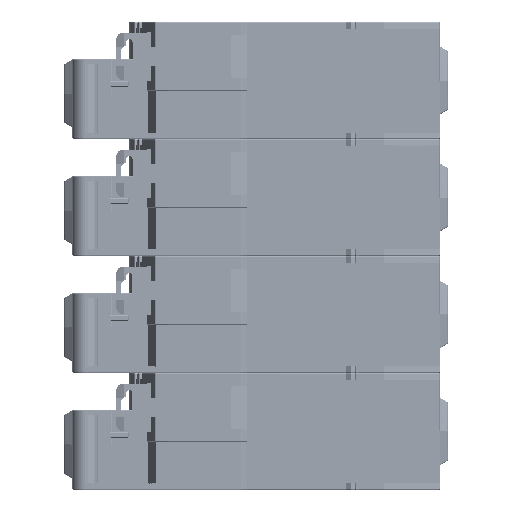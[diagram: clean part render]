
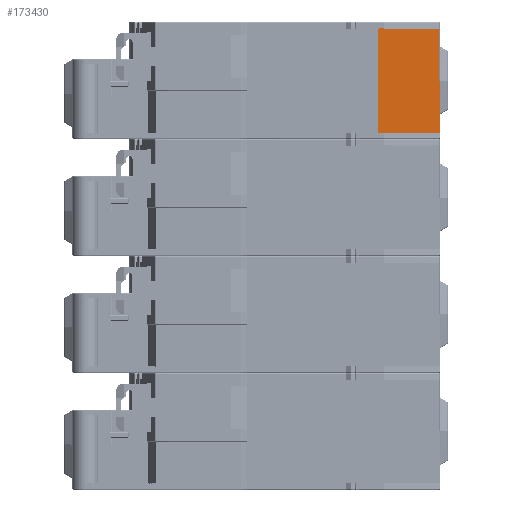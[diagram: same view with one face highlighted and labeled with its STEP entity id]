
A CAD part, front view. The second image highlights one B-rep face of the part: STEP entity #173430.
In plain terms, the highlighted planar face has unit normal (0, -1, 0).
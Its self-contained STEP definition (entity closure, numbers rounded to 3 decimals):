
#927 = PLANE ( 'NONE',  #113663 ) ;
#1749 = CARTESIAN_POINT ( 'NONE',  ( 37.5, -1.8, 34. ) ) ;
#19044 = ORIENTED_EDGE ( 'NONE', *, *, #70181, .T. ) ;
#20289 = VECTOR ( 'NONE', #180016, 1000. ) ;
#23720 = ORIENTED_EDGE ( 'NONE', *, *, #42410, .F. ) ;
#26693 = ORIENTED_EDGE ( 'NONE', *, *, #180470, .F. ) ;
#29322 = VERTEX_POINT ( 'NONE', #93220 ) ;
#32577 = VECTOR ( 'NONE', #184627, 1000. ) ;
#32770 = DIRECTION ( 'NONE',  ( 0., 0., -1. ) ) ;
#41841 = CARTESIAN_POINT ( 'NONE',  ( 37.5, -1.8, 18. ) ) ;
#42238 = VERTEX_POINT ( 'NONE', #162005 ) ;
#42410 = EDGE_CURVE ( 'NONE', #105843, #42238, #199046, .T. ) ;
#49729 = FACE_OUTER_BOUND ( 'NONE', #84165, .T. ) ;
#55925 = DIRECTION ( 'NONE',  ( 0., 0., -1. ) ) ;
#60499 = CARTESIAN_POINT ( 'NONE',  ( 56.5, -1.8, 18. ) ) ;
#67125 = CARTESIAN_POINT ( 'NONE',  ( 37.5, -1.8, 34. ) ) ;
#70181 = EDGE_CURVE ( 'NONE', #105843, #158726, #170247, .T. ) ;
#77479 = LINE ( 'NONE', #60499, #184080 ) ;
#78048 = VECTOR ( 'NONE', #189711, 1000. ) ;
#84165 = EDGE_LOOP ( 'NONE', ( #165896, #136994, #26693, #23720, #19044, #160929 ) ) ;
#89111 = LINE ( 'NONE', #200557, #32577 ) ;
#93220 = CARTESIAN_POINT ( 'NONE',  ( 56.5, -1.8, 2. ) ) ;
#100939 = CARTESIAN_POINT ( 'NONE',  ( 37.5, -1.8, 2. ) ) ;
#105144 = DIRECTION ( 'NONE',  ( 0., 0., -1. ) ) ;
#105336 = VERTEX_POINT ( 'NONE', #198948 ) ;
#105843 = VERTEX_POINT ( 'NONE', #67125 ) ;
#106529 = DIRECTION ( 'NONE',  ( 0., 0., -1. ) ) ;
#108422 = VECTOR ( 'NONE', #55925, 1000. ) ;
#113663 = AXIS2_PLACEMENT_3D ( 'NONE', #193026, #145290, #32770 ) ;
#115232 = CARTESIAN_POINT ( 'NONE',  ( 56.5, -1.8, 18. ) ) ;
#121722 = LINE ( 'NONE', #201339, #108422 ) ;
#123969 = CARTESIAN_POINT ( 'NONE',  ( 37.5, -1.8, 2. ) ) ;
#131290 = EDGE_CURVE ( 'NONE', #158726, #29322, #204638, .T. ) ;
#134896 = EDGE_CURVE ( 'NONE', #173988, #29322, #77479, .T. ) ;
#136994 = ORIENTED_EDGE ( 'NONE', *, *, #189735, .F. ) ;
#145290 = DIRECTION ( 'NONE',  ( 0., -1., 0. ) ) ;
#158726 = VERTEX_POINT ( 'NONE', #100939 ) ;
#160929 = ORIENTED_EDGE ( 'NONE', *, *, #131290, .T. ) ;
#162005 = CARTESIAN_POINT ( 'NONE',  ( 56.2, -1.8, 34. ) ) ;
#165896 = ORIENTED_EDGE ( 'NONE', *, *, #134896, .F. ) ;
#169927 = VECTOR ( 'NONE', #106529, 1000. ) ;
#170247 = LINE ( 'NONE', #41841, #169927 ) ;
#173430 = ADVANCED_FACE ( 'NONE', ( #49729 ), #927, .T. ) ;
#173988 = VERTEX_POINT ( 'NONE', #115232 ) ;
#180016 = DIRECTION ( 'NONE',  ( 1., 0., 0. ) ) ;
#180470 = EDGE_CURVE ( 'NONE', #42238, #105336, #121722, .T. ) ;
#184080 = VECTOR ( 'NONE', #105144, 1000. ) ;
#184627 = DIRECTION ( 'NONE',  ( 1., 0., 0. ) ) ;
#189711 = DIRECTION ( 'NONE',  ( 1., 0., 0. ) ) ;
#189735 = EDGE_CURVE ( 'NONE', #105336, #173988, #89111, .T. ) ;
#193026 = CARTESIAN_POINT ( 'NONE',  ( 37.5, -1.8, 18. ) ) ;
#198948 = CARTESIAN_POINT ( 'NONE',  ( 56.2, -1.8, 18. ) ) ;
#199046 = LINE ( 'NONE', #1749, #20289 ) ;
#200557 = CARTESIAN_POINT ( 'NONE',  ( 37.5, -1.8, 18. ) ) ;
#201339 = CARTESIAN_POINT ( 'NONE',  ( 56.2, -1.8, 34. ) ) ;
#204638 = LINE ( 'NONE', #123969, #78048 ) ;
